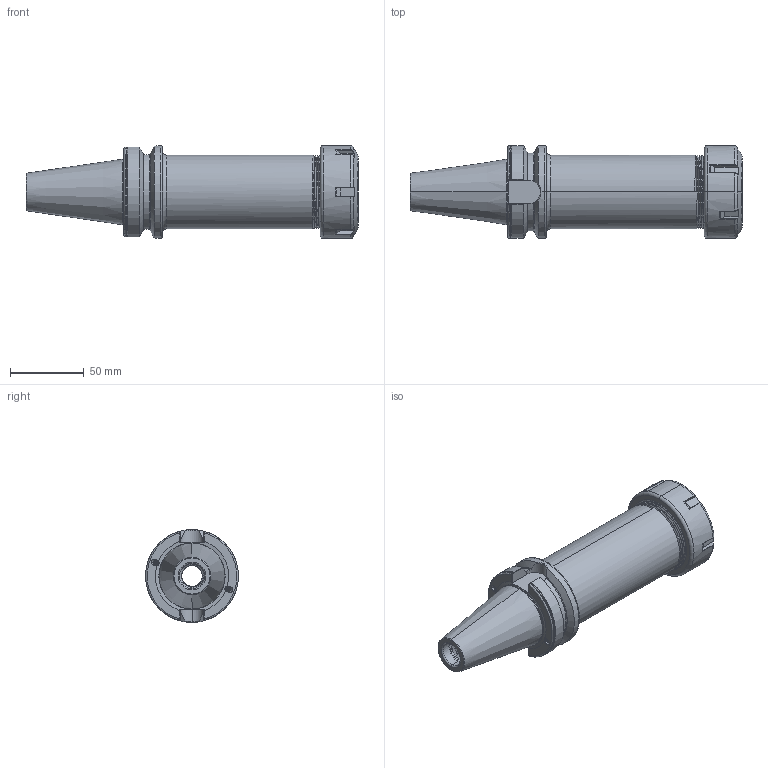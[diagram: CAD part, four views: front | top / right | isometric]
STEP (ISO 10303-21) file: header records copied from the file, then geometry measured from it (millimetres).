
FILE_DESCRIPTION (( 'STEP AP203' ), '1' );
FILE_NAME ('DC.406.02.26.2.STEP', '2017-10-19T03:25:15', ( '' ), ( '' ), 'SwSTEP 2.0', 'SolidWorks 2012', '' );
FILE_SCHEMA (( 'CONFIG_CONTROL_DESIGN' ));
Length unit declared in the file: millimetre
Products named in the file (3): 2-01.100.0400260C7_ER40螺帽(六溝); DC.406.02.26.2
Assembly tree (2 placements, depth 2):
  DC.406.02.26.2
    DC.406.02.26.2
    2-01.100.0400260C7_ER40螺帽(六溝)
Bounding box: 225.4 x 63 x 63 mm (x, y, z)
Volume: 331760.4 mm3; surface area: 67484.1 mm2
Topology: 2 solids, 2 shells, 348 faces, 935 edges, 590 vertices
Faces by surface type: cylinder 126, plane 74, torus 63, bspline 55, cone 30
Entity records: 23168 total; most frequent: CARTESIAN_POINT 15267, ORIENTED_EDGE 1866, DIRECTION 1298, EDGE_CURVE 933, VERTEX_POINT 590, AXIS2_PLACEMENT_3D 522, EDGE_LOOP 357, FACE_OUTER_BOUND 348
